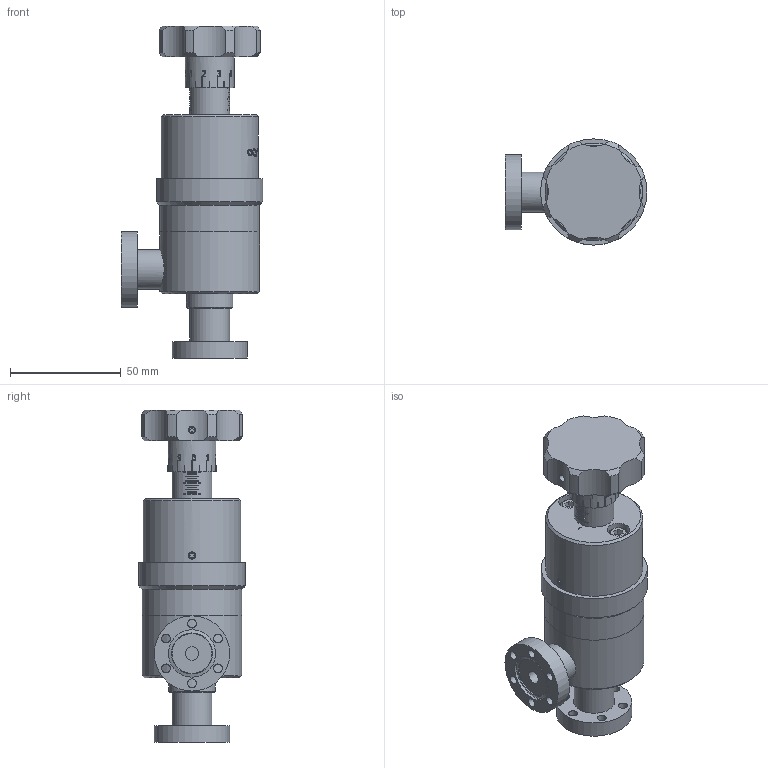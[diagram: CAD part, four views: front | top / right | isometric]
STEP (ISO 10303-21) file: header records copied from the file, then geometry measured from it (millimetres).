
FILE_DESCRIPTION(('F3-CF1616-012'),'1');
FILE_NAME('F3-CF1616-012 - out.stp', '2019-11-16T15:04:56',('Stefan Bösch'), ('nenion leakvalves'), 'KCM Version 1.1.2016.0', 'Kubotek KeyCreator', '');
FILE_SCHEMA(('AUTOMOTIVE_DESIGN'));
Length unit declared in the file: millimetre
Bounding box: 64 x 48 x 150 mm (x, y, z)
Volume: 172906.5 mm3; surface area: 39805.8 mm2
Topology: 9 solids, 9 shells, 2036 faces, 5826 edges, 3867 vertices
Faces by surface type: plane 1816, cylinder 97, bspline 89, cone 34
Full cylindrical faces by diameter (mm): 1.6 x3, 3 x3, 3.3 x3, 4 x12, 5 x2, 5.4 x2, 6 x2, 8.5 x2, 10 x2, 18 x3, 18.6 x1, 18.7 x1, 21 x1, 21.4 x2, 22 x1, 34 x2, 44 x1, 45 x2, 48 x1
Entity records: 69347 total; most frequent: CARTESIAN_POINT 15262, ORIENTED_EDGE 11648, DIRECTION 11115, EDGE_CURVE 5824, VERTEX_POINT 3865, VECTOR 3795, LINE 3795, AXIS2_PLACEMENT_3D 3660
